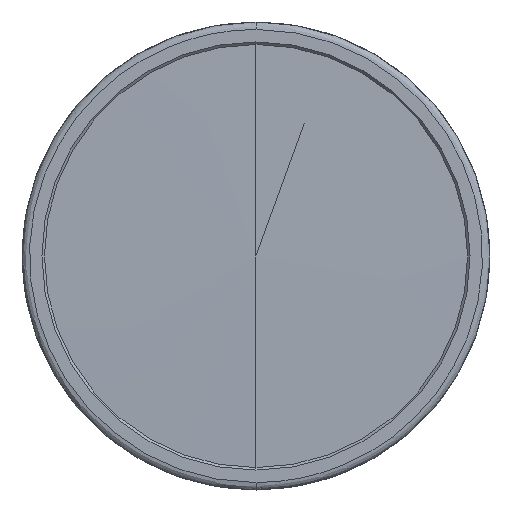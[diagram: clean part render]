
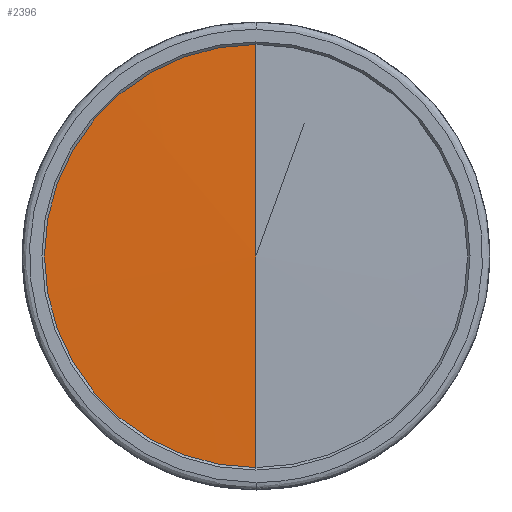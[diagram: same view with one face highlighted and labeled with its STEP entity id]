
A CAD part, left-side view. The second image highlights one B-rep face of the part: STEP entity #2396.
In plain terms, the highlighted conical face has half-angle 89.445 degrees and reference radius 180.552 mm.
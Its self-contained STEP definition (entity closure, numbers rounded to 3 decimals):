
#399 = CARTESIAN_POINT ( 'NONE',  ( 3.748, 0., -180.552 ) ) ;
#512 = CARTESIAN_POINT ( 'NONE',  ( 2., 0., 0. ) ) ;
#599 = ORIENTED_EDGE ( 'NONE', *, *, #3889, .F. ) ;
#910 = VECTOR ( 'NONE', #2563, 1000. ) ;
#1002 = ORIENTED_EDGE ( 'NONE', *, *, #3664, .F. ) ;
#1129 = DIRECTION ( 'NONE',  ( 1., 0., 0. ) ) ;
#1173 = CIRCLE ( 'NONE', #1744, 170. ) ;
#1229 = CARTESIAN_POINT ( 'NONE',  ( 3.748, 0., 0. ) ) ;
#1403 = ORIENTED_EDGE ( 'NONE', *, *, #4981, .T. ) ;
#1577 = CARTESIAN_POINT ( 'NONE',  ( 3.646, 0., 0. ) ) ;
#1737 = CONICAL_SURFACE ( 'NONE', #4940, 180.552, 1.561 ) ;
#1744 = AXIS2_PLACEMENT_3D ( 'NONE', #1577, #5157, #5195 ) ;
#1954 = CARTESIAN_POINT ( 'NONE',  ( 3.646, 0., -170. ) ) ;
#2134 = CIRCLE ( 'NONE', #4504, 170. ) ;
#2216 = LINE ( 'NONE', #5272, #910 ) ;
#2396 = ADVANCED_FACE ( 'NONE', ( #4493 ), #1737, .T. ) ;
#2441 = DIRECTION ( 'NONE',  ( 0., 0., -1. ) ) ;
#2537 = VERTEX_POINT ( 'NONE', #512 ) ;
#2563 = DIRECTION ( 'NONE',  ( 0.01, 0., 1. ) ) ;
#2775 = LINE ( 'NONE', #399, #4346 ) ;
#2908 = CARTESIAN_POINT ( 'NONE',  ( 3.646, 0., 0. ) ) ;
#2969 = VERTEX_POINT ( 'NONE', #5591 ) ;
#3400 = EDGE_LOOP ( 'NONE', ( #1002, #1403, #4891, #599 ) ) ;
#3664 = EDGE_CURVE ( 'NONE', #2537, #5753, #2775, .T. ) ;
#3767 = CARTESIAN_POINT ( 'NONE',  ( 3.646, 0., 170. ) ) ;
#3889 = EDGE_CURVE ( 'NONE', #5753, #2969, #1173, .T. ) ;
#3942 = DIRECTION ( 'NONE',  ( 1., 0., 0. ) ) ;
#4346 = VECTOR ( 'NONE', #4984, 1000. ) ;
#4389 = DIRECTION ( 'NONE',  ( 0., 0., -1. ) ) ;
#4493 = FACE_OUTER_BOUND ( 'NONE', #3400, .T. ) ;
#4504 = AXIS2_PLACEMENT_3D ( 'NONE', #2908, #1129, #2441 ) ;
#4891 = ORIENTED_EDGE ( 'NONE', *, *, #5788, .F. ) ;
#4940 = AXIS2_PLACEMENT_3D ( 'NONE', #1229, #3942, #4389 ) ;
#4981 = EDGE_CURVE ( 'NONE', #2537, #5354, #2216, .T. ) ;
#4984 = DIRECTION ( 'NONE',  ( 0.01, 0., -1. ) ) ;
#5157 = DIRECTION ( 'NONE',  ( 1., 0., 0. ) ) ;
#5195 = DIRECTION ( 'NONE',  ( 0., 0., -1. ) ) ;
#5272 = CARTESIAN_POINT ( 'NONE',  ( 3.748, 0., 180.552 ) ) ;
#5354 = VERTEX_POINT ( 'NONE', #3767 ) ;
#5591 = CARTESIAN_POINT ( 'NONE',  ( 3.646, 170., 0. ) ) ;
#5753 = VERTEX_POINT ( 'NONE', #1954 ) ;
#5788 = EDGE_CURVE ( 'NONE', #2969, #5354, #2134, .T. ) ;
